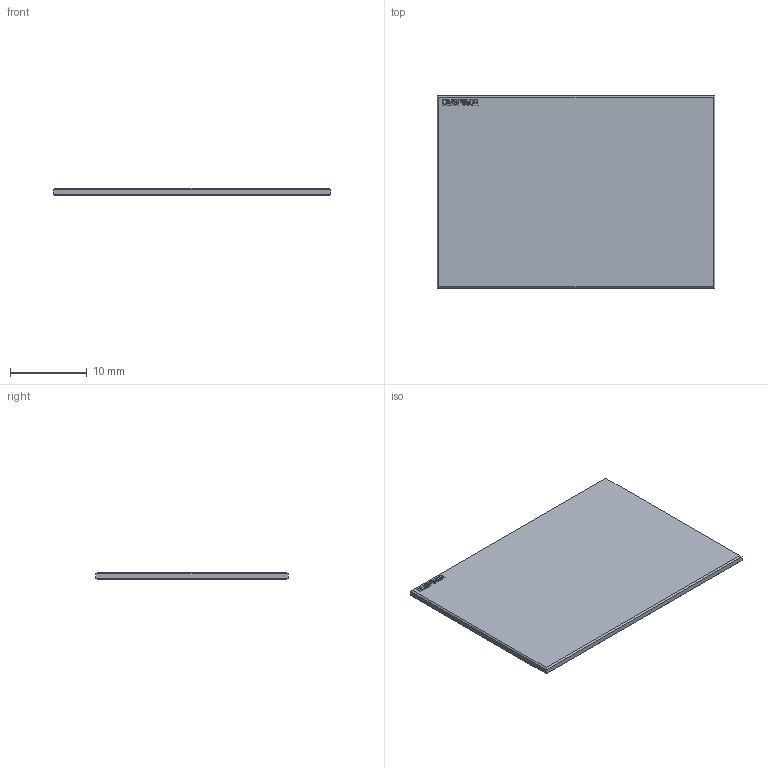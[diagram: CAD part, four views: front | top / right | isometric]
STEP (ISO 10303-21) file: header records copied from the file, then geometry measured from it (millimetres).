
FILE_DESCRIPTION (( 'STEP AP203' ), '1' );
FILE_NAME ('TTN045008-E0W.STEP', '2015-09-25T20:22:08', ( 'Admin' ), ( '' ), 'SwSTEP 2.0', 'SolidWorks 2014', '' );
FILE_SCHEMA (( 'CONFIG_CONTROL_DESIGN' ));
Length unit declared in the file: millimetre
Products named in the file (1): TTN045008-E0W
Bounding box: 36 x 25 x 1 mm (x, y, z)
Volume: 895.1 mm3; surface area: 1893.6 mm2
Topology: 1 solids, 1 shells, 140 faces, 367 edges, 242 vertices
Faces by surface type: plane 77, bspline 63
Entity records: 7850 total; most frequent: CARTESIAN_POINT 4757, ORIENTED_EDGE 734, DIRECTION 397, EDGE_CURVE 367, VERTEX_POINT 242, LINE 241, VECTOR 241, EDGE_LOOP 153
